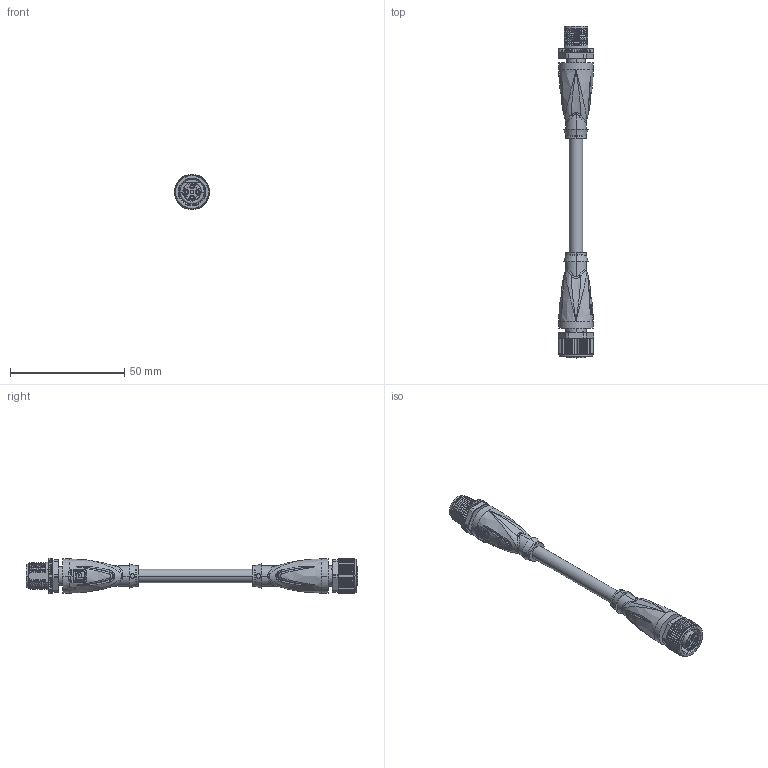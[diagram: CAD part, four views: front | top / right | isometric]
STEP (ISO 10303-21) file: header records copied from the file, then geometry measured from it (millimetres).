
FILE_DESCRIPTION(('STEP AP214'),'1');
FILE_NAME('cctmp_951E938E-6FE5-4E7E-A1A3-C05552600519_2022_04_27_10_50_41_0129..stp','2022-04-27T08:50:50',('KiM GmbH'),('CADClick - www.CADClick.com'),'Spatial InterOp 3D postprocessed',' ','unknown authorization');
FILE_SCHEMA(('AUTOMOTIVE_DESIGN'));
Length unit declared in the file: millimetre
Products named in the file (9): Connection2; Connection2_2; Connection2_1; T197130_1; Cable; Connection1; Connection1_2; Connection1_1; T197130
Assembly tree (8 placements, depth 4):
  T197130
    T197130_1
      Connection2
        Connection2_2
        Connection2_1
      Cable
      Connection1
        Connection1_2
        Connection1_1
Bounding box: 15.4 x 145.2 x 15.37 mm (x, y, z)
Volume: 12574.7 mm3; surface area: 9226.2 mm2
Topology: 7 solids, 27 shells, 2148 faces, 5601 edges, 3520 vertices
Faces by surface type: plane 994, cylinder 445, torus 333, bspline 262, cone 106, sphere 8
Entity records: 107540 total; most frequent: CARTESIAN_POINT 46131, ORIENTED_EDGE 11082, DIRECTION 10036, EDGE_CURVE 5563, AXIS2_PLACEMENT_3D 3612, VERTEX_POINT 3520, STYLED_ITEM 3135, PRESENTATION_STYLE_ASSIGNMENT 3135
